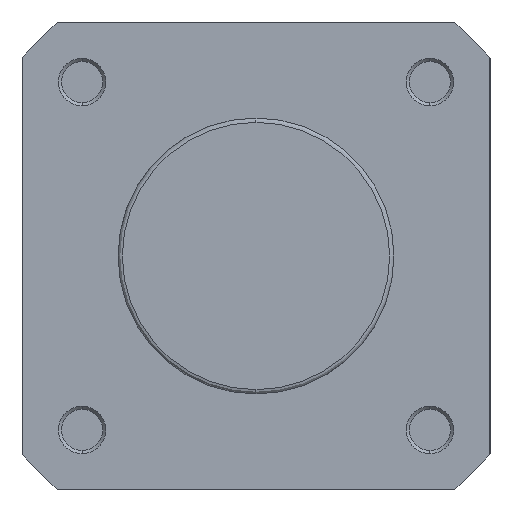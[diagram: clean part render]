
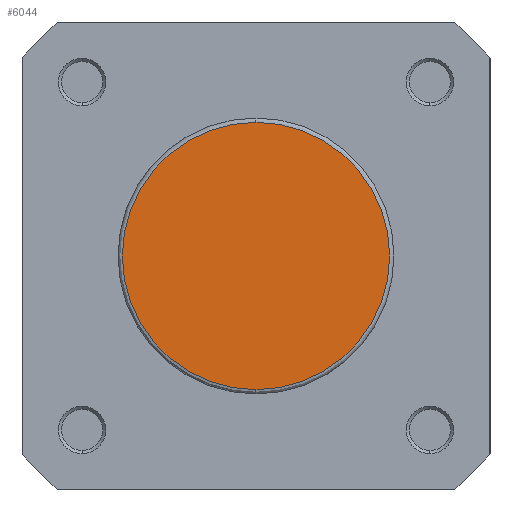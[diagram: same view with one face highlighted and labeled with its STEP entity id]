
A CAD part, left-side view. The second image highlights one B-rep face of the part: STEP entity #6044.
In plain terms, the highlighted planar face has unit normal (-1, 0, 0).
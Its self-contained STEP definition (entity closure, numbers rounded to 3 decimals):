
#7 = ORIENTED_EDGE ( 'NONE', *, *, #2047, .T. ) ;
#43 = ORIENTED_EDGE ( 'NONE', *, *, #2080, .T. ) ;
#688 = VERTEX_POINT ( 'NONE', #1236 ) ;
#930 = CARTESIAN_POINT ( 'NONE',  ( 0., 0., 21.7 ) ) ;
#1214 = VERTEX_POINT ( 'NONE', #930 ) ;
#1236 = CARTESIAN_POINT ( 'NONE',  ( 0., 0., -21.7 ) ) ;
#1617 = EDGE_LOOP ( 'NONE', ( #43, #7 ) ) ;
#2047 = EDGE_CURVE ( 'NONE', #1214, #688, #3698, .T. ) ;
#2080 = EDGE_CURVE ( 'NONE', #688, #1214, #3756, .T. ) ;
#2255 = AXIS2_PLACEMENT_3D ( 'NONE', #4403, #4410, #4411 ) ;
#2263 = AXIS2_PLACEMENT_3D ( 'NONE', #4478, #4485, #4486 ) ;
#2296 = AXIS2_PLACEMENT_3D ( 'NONE', #4627, #4630, #4631 ) ;
#3698 = CIRCLE ( 'NONE', #2255, 21.7 ) ;
#3756 = CIRCLE ( 'NONE', #2263, 21.7 ) ;
#4403 = CARTESIAN_POINT ( 'NONE',  ( 0., 0., 0. ) ) ;
#4410 = DIRECTION ( 'NONE',  ( -1., 0., 0. ) ) ;
#4411 = DIRECTION ( 'NONE',  ( 0., 0., -1. ) ) ;
#4478 = CARTESIAN_POINT ( 'NONE',  ( 0., 0., 0. ) ) ;
#4485 = DIRECTION ( 'NONE',  ( -1., 0., 0. ) ) ;
#4486 = DIRECTION ( 'NONE',  ( 0., 0., -1. ) ) ;
#4627 = CARTESIAN_POINT ( 'NONE',  ( 0., 22.4, 0. ) ) ;
#4628 = PLANE ( 'NONE',  #2296 ) ;
#4630 = DIRECTION ( 'NONE',  ( 1., 0., 0. ) ) ;
#4631 = DIRECTION ( 'NONE',  ( 0., 0., -1. ) ) ;
#5034 = FACE_OUTER_BOUND ( 'NONE', #1617, .T. ) ;
#6044 = ADVANCED_FACE ( 'NONE', ( #5034 ), #4628, .F. ) ;
